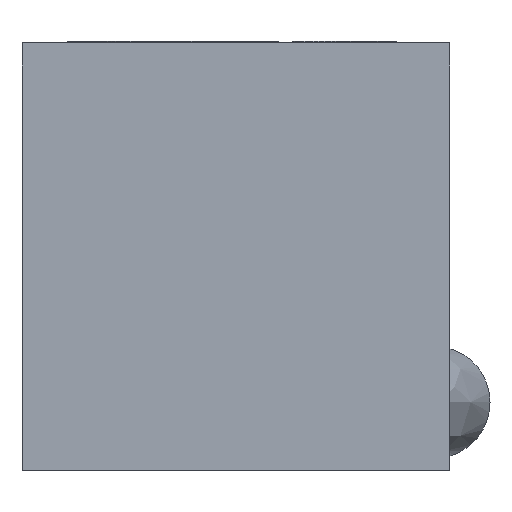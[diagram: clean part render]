
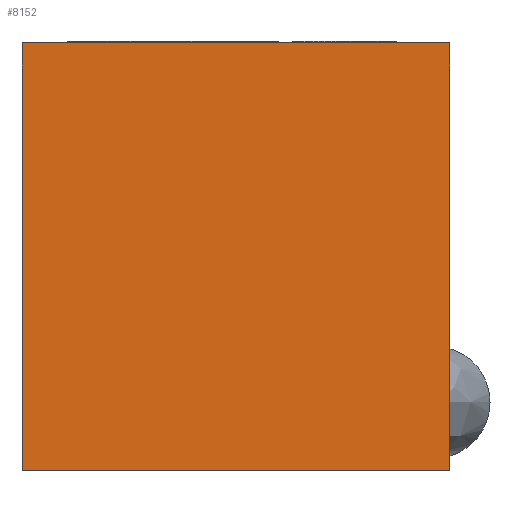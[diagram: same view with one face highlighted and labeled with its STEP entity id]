
A CAD part, left-side view. The second image highlights one B-rep face of the part: STEP entity #8152.
In plain terms, the highlighted planar face has unit normal (-1, 0, 0).
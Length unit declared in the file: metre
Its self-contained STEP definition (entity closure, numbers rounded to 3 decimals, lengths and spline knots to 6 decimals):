
#742=ORIENTED_EDGE('',*,*,#3215,.F.);
#743=ORIENTED_EDGE('',*,*,#3224,.F.);
#744=ORIENTED_EDGE('',*,*,#3225,.T.);
#745=ORIENTED_EDGE('',*,*,#3226,.T.);
#3215=EDGE_CURVE('',#4458,#4459,#5290,.T.);
#3224=EDGE_CURVE('',#4465,#4458,#5296,.T.);
#3225=EDGE_CURVE('',#4465,#4466,#5297,.T.);
#3226=EDGE_CURVE('',#4466,#4459,#5298,.T.);
#4458=VERTEX_POINT('',#10384);
#4459=VERTEX_POINT('',#10386);
#4465=VERTEX_POINT('',#10422);
#4466=VERTEX_POINT('',#10426);
#5290=LINE('',#10385,#6085);
#5296=LINE('',#10423,#6091);
#5297=LINE('',#10425,#6092);
#5298=LINE('',#10427,#6093);
#6085=VECTOR('',#9069,1.);
#6091=VECTOR('',#9081,1.);
#6092=VECTOR('',#9084,1.);
#6093=VECTOR('',#9085,1.);
#6881=EDGE_LOOP('',(#742,#743,#744,#745));
#7398=FACE_BOUND('',#6881,.T.);
#7911=PLANE('',#8806);
#8152=ADVANCED_FACE('',(#7398),#7911,.T.);
#8806=AXIS2_PLACEMENT_3D('',#10424,#9082,#9083);
#9069=DIRECTION('',(0.,-1.,0.));
#9081=DIRECTION('',(0.,0.,1.));
#9082=DIRECTION('',(-1.,0.,0.));
#9083=DIRECTION('',(0.,-1.,0.));
#9084=DIRECTION('',(0.,-1.,0.));
#9085=DIRECTION('',(0.,0.,1.));
#10384=CARTESIAN_POINT('',(-0.009525,0.00635,0.));
#10385=CARTESIAN_POINT('',(-0.009525,0.,0.));
#10386=CARTESIAN_POINT('',(-0.009525,-0.00635,0.));
#10422=CARTESIAN_POINT('',(-0.009525,0.00635,-0.0127));
#10423=CARTESIAN_POINT('',(-0.009525,0.00635,-0.0127));
#10424=CARTESIAN_POINT('',(-0.009525,0.,-0.0127));
#10425=CARTESIAN_POINT('',(-0.009525,0.,-0.0127));
#10426=CARTESIAN_POINT('',(-0.009525,-0.00635,-0.0127));
#10427=CARTESIAN_POINT('',(-0.009525,-0.00635,-0.0127));
